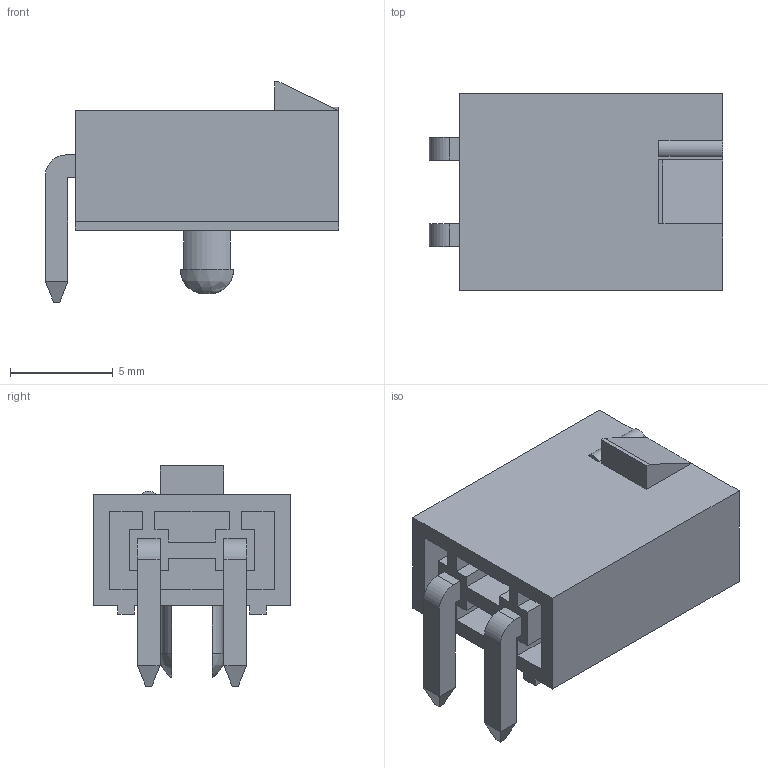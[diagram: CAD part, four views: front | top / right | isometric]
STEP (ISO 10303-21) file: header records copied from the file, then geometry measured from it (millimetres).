
FILE_DESCRIPTION( ( 'Unknown' ), '1' );
FILE_NAME( '649002127222.stp', 'Unknown', ( 'Unknown' ), ( 'Unknown' ), 'PSStep 14.0', 'Unknown', ' ' );
FILE_SCHEMA( ( 'AUTOMOTIVE_DESIGN { 1 0 10303 214 1 1 1 1 }' ) );
Length unit declared in the file: millimetre
Products named in the file (3): Assem1; 649002127222; 6490xx127222_PIN
Assembly tree (3 placements, depth 2):
  Assem1
    649002127222
    6490xx127222_PIN  x2
Bounding box: 14.25 x 9.6 x 10.7 mm (x, y, z)
Volume: 393.7 mm3; surface area: 1136.1 mm2
Topology: 3 solids, 3 shells, 119 faces, 299 edges, 194 vertices
Faces by surface type: plane 112, cylinder 5, bspline 2
Entity records: 4220 total; most frequent: CARTESIAN_POINT 866, ORIENTED_EDGE 524, DIRECTION 472, EDGE_CURVE 262, LINE 246, VECTOR 246, VERTEX_POINT 172, EDGE_LOOP 114
